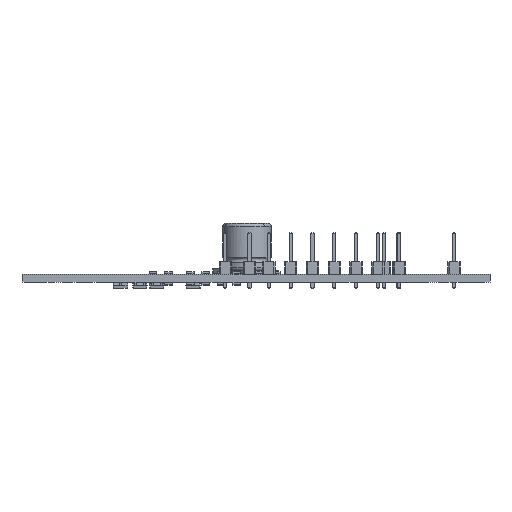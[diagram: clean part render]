
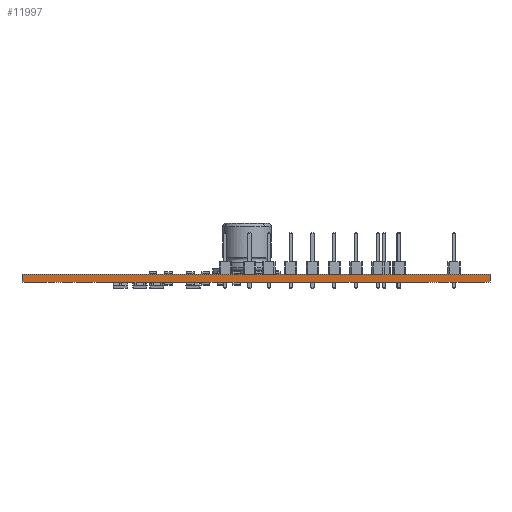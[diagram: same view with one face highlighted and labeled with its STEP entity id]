
A CAD part, front view. The second image highlights one B-rep face of the part: STEP entity #11997.
In plain terms, the highlighted planar face has unit normal (0, -1, 0).
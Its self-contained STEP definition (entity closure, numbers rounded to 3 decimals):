
#11997 = ADVANCED_FACE('',(#11998),#12012,.T.);
#11998 = FACE_BOUND('',#11999,.T.);
#11999 = EDGE_LOOP('',(#12000,#12035,#12063,#12091));
#12000 = ORIENTED_EDGE('',*,*,#12001,.T.);
#12001 = EDGE_CURVE('',#12002,#12004,#12006,.T.);
#12002 = VERTEX_POINT('',#12003);
#12003 = CARTESIAN_POINT('',(96.5,-0.,0.));
#12004 = VERTEX_POINT('',#12005);
#12005 = CARTESIAN_POINT('',(96.5,0.,1.58));
#12006 = SURFACE_CURVE('',#12007,(#12011,#12023),.PCURVE_S1.);
#12007 = LINE('',#12008,#12009);
#12008 = CARTESIAN_POINT('',(96.5,-0.,0.));
#12009 = VECTOR('',#12010,1.);
#12010 = DIRECTION('',(0.,0.,1.));
#12011 = PCURVE('',#12012,#12017);
#12012 = PLANE('',#12013);
#12013 = AXIS2_PLACEMENT_3D('',#12014,#12015,#12016);
#12014 = CARTESIAN_POINT('',(96.5,0.,0.));
#12015 = DIRECTION('',(0.,-1.,0.));
#12016 = DIRECTION('',(-1.,0.,0.));
#12017 = DEFINITIONAL_REPRESENTATION('',(#12018),#12022);
#12018 = LINE('',#12019,#12020);
#12019 = CARTESIAN_POINT('',(0.,0.));
#12020 = VECTOR('',#12021,1.);
#12021 = DIRECTION('',(0.,-1.));
#12022 = ( GEOMETRIC_REPRESENTATION_CONTEXT(2) 
PARAMETRIC_REPRESENTATION_CONTEXT() REPRESENTATION_CONTEXT('2D SPACE',''
  ) );
#12023 = PCURVE('',#12024,#12029);
#12024 = PLANE('',#12025);
#12025 = AXIS2_PLACEMENT_3D('',#12026,#12027,#12028);
#12026 = CARTESIAN_POINT('',(96.5,114.7,0.));
#12027 = DIRECTION('',(1.,0.,-0.));
#12028 = DIRECTION('',(0.,-1.,0.));
#12029 = DEFINITIONAL_REPRESENTATION('',(#12030),#12034);
#12030 = LINE('',#12031,#12032);
#12031 = CARTESIAN_POINT('',(114.7,0.));
#12032 = VECTOR('',#12033,1.);
#12033 = DIRECTION('',(0.,-1.));
#12034 = ( GEOMETRIC_REPRESENTATION_CONTEXT(2) 
PARAMETRIC_REPRESENTATION_CONTEXT() REPRESENTATION_CONTEXT('2D SPACE',''
  ) );
#12035 = ORIENTED_EDGE('',*,*,#12036,.T.);
#12036 = EDGE_CURVE('',#12004,#12037,#12039,.T.);
#12037 = VERTEX_POINT('',#12038);
#12038 = CARTESIAN_POINT('',(0.,0.,1.58));
#12039 = SURFACE_CURVE('',#12040,(#12044,#12051),.PCURVE_S1.);
#12040 = LINE('',#12041,#12042);
#12041 = CARTESIAN_POINT('',(96.5,0.,1.58));
#12042 = VECTOR('',#12043,1.);
#12043 = DIRECTION('',(-1.,0.,0.));
#12044 = PCURVE('',#12012,#12045);
#12045 = DEFINITIONAL_REPRESENTATION('',(#12046),#12050);
#12046 = LINE('',#12047,#12048);
#12047 = CARTESIAN_POINT('',(0.,-1.58));
#12048 = VECTOR('',#12049,1.);
#12049 = DIRECTION('',(1.,0.));
#12050 = ( GEOMETRIC_REPRESENTATION_CONTEXT(2) 
PARAMETRIC_REPRESENTATION_CONTEXT() REPRESENTATION_CONTEXT('2D SPACE',''
  ) );
#12051 = PCURVE('',#12052,#12057);
#12052 = PLANE('',#12053);
#12053 = AXIS2_PLACEMENT_3D('',#12054,#12055,#12056);
#12054 = CARTESIAN_POINT('',(48.25,57.35,1.58));
#12055 = DIRECTION('',(-0.,-0.,-1.));
#12056 = DIRECTION('',(-1.,0.,0.));
#12057 = DEFINITIONAL_REPRESENTATION('',(#12058),#12062);
#12058 = LINE('',#12059,#12060);
#12059 = CARTESIAN_POINT('',(-48.25,-57.35));
#12060 = VECTOR('',#12061,1.);
#12061 = DIRECTION('',(1.,0.));
#12062 = ( GEOMETRIC_REPRESENTATION_CONTEXT(2) 
PARAMETRIC_REPRESENTATION_CONTEXT() REPRESENTATION_CONTEXT('2D SPACE',''
  ) );
#12063 = ORIENTED_EDGE('',*,*,#12064,.F.);
#12064 = EDGE_CURVE('',#12065,#12037,#12067,.T.);
#12065 = VERTEX_POINT('',#12066);
#12066 = CARTESIAN_POINT('',(0.,-0.,0.));
#12067 = SURFACE_CURVE('',#12068,(#12072,#12079),.PCURVE_S1.);
#12068 = LINE('',#12069,#12070);
#12069 = CARTESIAN_POINT('',(0.,-0.,0.));
#12070 = VECTOR('',#12071,1.);
#12071 = DIRECTION('',(0.,0.,1.));
#12072 = PCURVE('',#12012,#12073);
#12073 = DEFINITIONAL_REPRESENTATION('',(#12074),#12078);
#12074 = LINE('',#12075,#12076);
#12075 = CARTESIAN_POINT('',(96.5,0.));
#12076 = VECTOR('',#12077,1.);
#12077 = DIRECTION('',(0.,-1.));
#12078 = ( GEOMETRIC_REPRESENTATION_CONTEXT(2) 
PARAMETRIC_REPRESENTATION_CONTEXT() REPRESENTATION_CONTEXT('2D SPACE',''
  ) );
#12079 = PCURVE('',#12080,#12085);
#12080 = PLANE('',#12081);
#12081 = AXIS2_PLACEMENT_3D('',#12082,#12083,#12084);
#12082 = CARTESIAN_POINT('',(0.,0.,0.));
#12083 = DIRECTION('',(-1.,0.,0.));
#12084 = DIRECTION('',(0.,1.,0.));
#12085 = DEFINITIONAL_REPRESENTATION('',(#12086),#12090);
#12086 = LINE('',#12087,#12088);
#12087 = CARTESIAN_POINT('',(0.,0.));
#12088 = VECTOR('',#12089,1.);
#12089 = DIRECTION('',(0.,-1.));
#12090 = ( GEOMETRIC_REPRESENTATION_CONTEXT(2) 
PARAMETRIC_REPRESENTATION_CONTEXT() REPRESENTATION_CONTEXT('2D SPACE',''
  ) );
#12091 = ORIENTED_EDGE('',*,*,#12092,.F.);
#12092 = EDGE_CURVE('',#12002,#12065,#12093,.T.);
#12093 = SURFACE_CURVE('',#12094,(#12098,#12105),.PCURVE_S1.);
#12094 = LINE('',#12095,#12096);
#12095 = CARTESIAN_POINT('',(96.5,-0.,0.));
#12096 = VECTOR('',#12097,1.);
#12097 = DIRECTION('',(-1.,0.,0.));
#12098 = PCURVE('',#12012,#12099);
#12099 = DEFINITIONAL_REPRESENTATION('',(#12100),#12104);
#12100 = LINE('',#12101,#12102);
#12101 = CARTESIAN_POINT('',(0.,0.));
#12102 = VECTOR('',#12103,1.);
#12103 = DIRECTION('',(1.,0.));
#12104 = ( GEOMETRIC_REPRESENTATION_CONTEXT(2) 
PARAMETRIC_REPRESENTATION_CONTEXT() REPRESENTATION_CONTEXT('2D SPACE',''
  ) );
#12105 = PCURVE('',#12106,#12111);
#12106 = PLANE('',#12107);
#12107 = AXIS2_PLACEMENT_3D('',#12108,#12109,#12110);
#12108 = CARTESIAN_POINT('',(48.25,57.35,0.));
#12109 = DIRECTION('',(-0.,-0.,-1.));
#12110 = DIRECTION('',(-1.,0.,0.));
#12111 = DEFINITIONAL_REPRESENTATION('',(#12112),#12116);
#12112 = LINE('',#12113,#12114);
#12113 = CARTESIAN_POINT('',(-48.25,-57.35));
#12114 = VECTOR('',#12115,1.);
#12115 = DIRECTION('',(1.,0.));
#12116 = ( GEOMETRIC_REPRESENTATION_CONTEXT(2) 
PARAMETRIC_REPRESENTATION_CONTEXT() REPRESENTATION_CONTEXT('2D SPACE',''
  ) );
